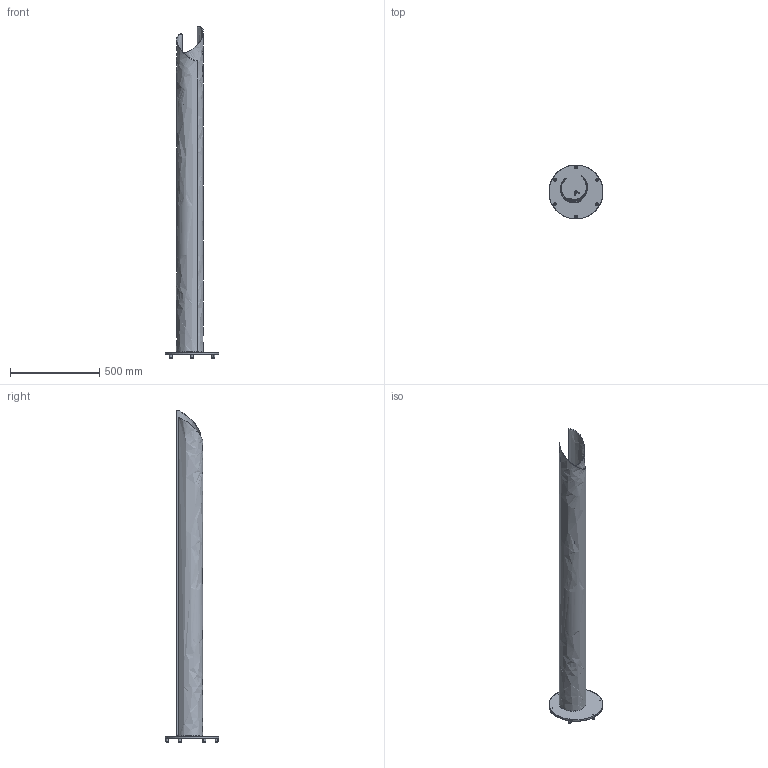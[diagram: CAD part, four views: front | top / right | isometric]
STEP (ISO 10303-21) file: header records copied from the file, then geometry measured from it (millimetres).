
FILE_DESCRIPTION (( 'STEP AP214' ), '1' );
FILE_NAME ('vella_web.STEP', '2019-11-07T00:57:33', ( '' ), ( '' ), 'SwSTEP 2.0', 'SolidWorks 2018', '' );
FILE_SCHEMA (( 'AUTOMOTIVE_DESIGN' ));
Length unit declared in the file: millimetre
Products named in the file (1): vella_web
Bounding box: 301.56 x 301.62 x 1855.54 mm (x, y, z)
Volume: 2824749.3 mm3; surface area: 1780865.6 mm2
Topology: 25 solids, 25 shells, 1403 faces, 3849 edges, 2550 vertices
Faces by surface type: plane 1112, bspline 291
Entity records: 47243 total; most frequent: CARTESIAN_POINT 21331, ORIENTED_EDGE 7698, EDGE_CURVE 3849, B_SPLINE_CURVE_WITH_KNOTS 2661, VERTEX_POINT 2550, DIRECTION 2226, EDGE_LOOP 1475, ADVANCED_FACE 1403
